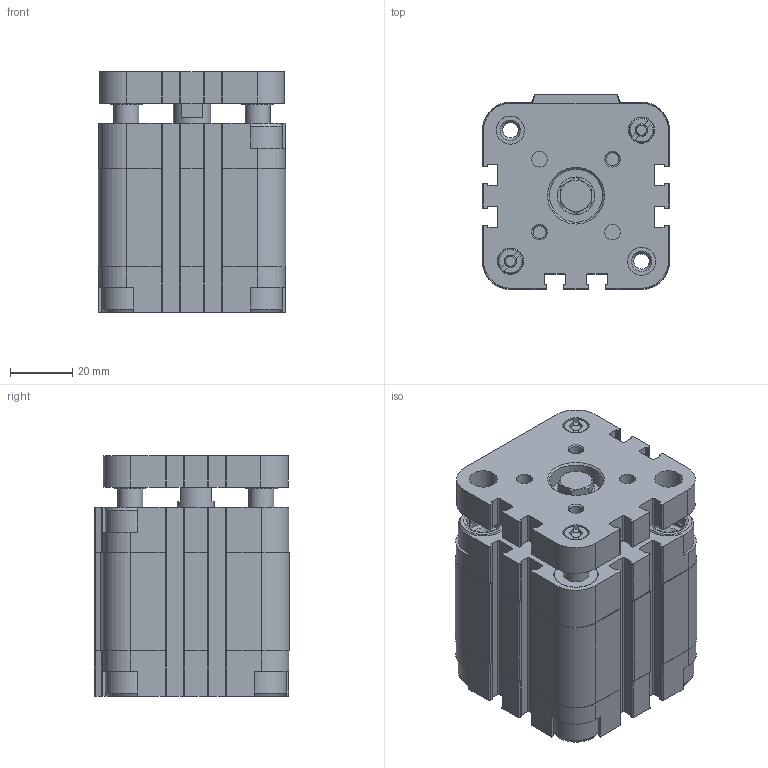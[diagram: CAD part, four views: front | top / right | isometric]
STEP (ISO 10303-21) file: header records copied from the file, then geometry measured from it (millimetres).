
FILE_DESCRIPTION(/* description */ ('STEP AP214'),/* implementation_level */ '2;1');
FILE_NAME(/* name */ '156886_ADVUL-40-15-P-A',/* time_stamp */ '2024-08-02T17:41:05+02:00',/* author */ ('License CC BY-ND 4.0'),/* organization */ ('CADENAS'),/* preprocessor_version */ 'ST-DEVELOPER v19.3',/* originating_system */ 'PARTsolutions',/* authorisation */ ' ');
FILE_SCHEMA (('AUTOMOTIVE_DESIGN {1 0 10303 214 3 1 1}'));
Length unit declared in the file: millimetre
Products named in the file (3): 156886 ADVUL-40-15-P-A---(0); 156886 ADVUL-40-15-P-A---(ZR); 156886 ADVUL-40-15---(KS)
Assembly tree (2 placements, depth 2):
  156886 ADVUL-40-15-P-A---(0)
    156886 ADVUL-40-15-P-A---(ZR)
    156886 ADVUL-40-15---(KS)
Bounding box: 60 x 62.5 x 77 mm (x, y, z)
Volume: 209071.8 mm3; surface area: 57846.2 mm2
Topology: 2 solids, 2 shells, 751 faces, 2020 edges, 1319 vertices
Faces by surface type: plane 446, cylinder 261, cone 44
Full cylindrical faces by diameter (mm): 4.134 x2, 4.917 x6, 5 x2, 6 x1, 8 x6, 8.4 x6, 8.566 x2, 9 x2, 10 x2, 10.1 x6, 11 x2, 12 x3, 14 x2, 16 x6, 17 x1, 40 x2
Entity records: 23164 total; most frequent: CARTESIAN_POINT 4466, ORIENTED_EDGE 3834, DIRECTION 3834, EDGE_CURVE 1917, AXIS2_PLACEMENT_3D 1327, VERTEX_POINT 1303, LINE 1180, VECTOR 1180
